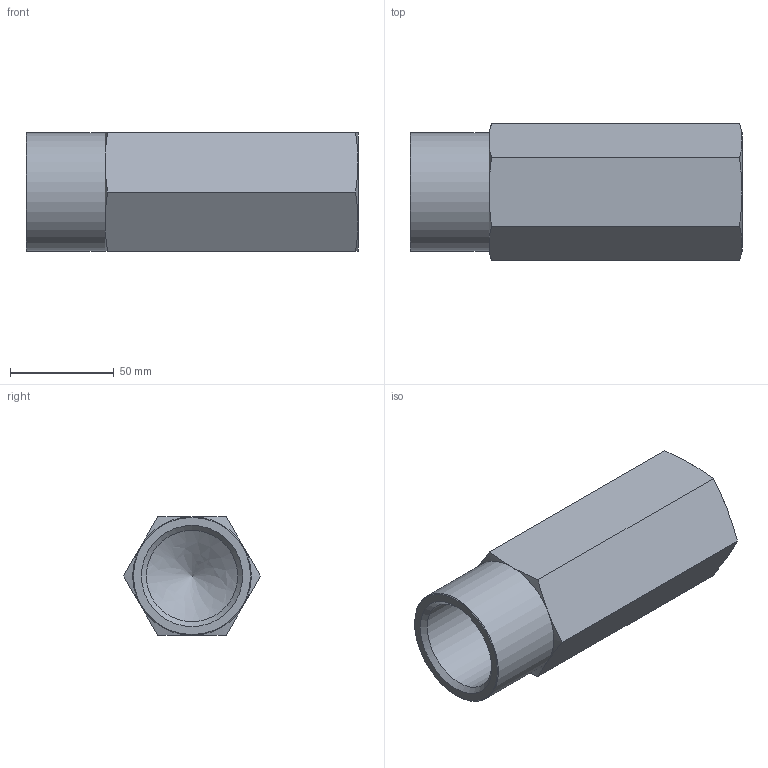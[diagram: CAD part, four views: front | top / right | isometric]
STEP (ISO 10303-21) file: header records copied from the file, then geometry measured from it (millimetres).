
FILE_DESCRIPTION((''),'2;1');
FILE_NAME('23012.stp','2015-01-26T13:15:14',('jml'),(''),'Autodesk Inventor 2010','Autodesk Inventor 2010','');
FILE_SCHEMA(('AUTOMOTIVE_DESIGN { 1 0 10303 214 1 1 1 1 }'));
Length unit declared in the file: inch
Products named in the file (1): 221569
Bounding box: 160.02 x 65.99 x 57.15 mm (x, y, z)
Volume: 327587.2 mm3; surface area: 45763.8 mm2
Topology: 1 solids, 1 shells, 126 faces, 318 edges, 207 vertices
Faces by surface type: plane 91, cylinder 16, cone 15, bspline 4
Full cylindrical faces by diameter (mm): 2.436 x1, 57.15 x1
Entity records: 3799 total; most frequent: CARTESIAN_POINT 749, ORIENTED_EDGE 608, DIRECTION 576, EDGE_CURVE 304, VECTOR 230, LINE 230, VERTEX_POINT 202, AXIS2_PLACEMENT_3D 173
